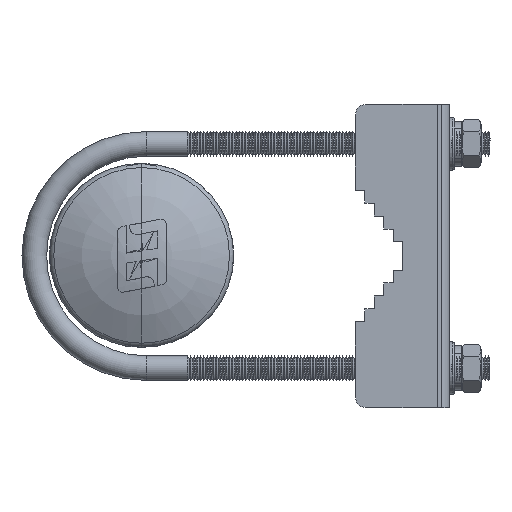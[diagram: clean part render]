
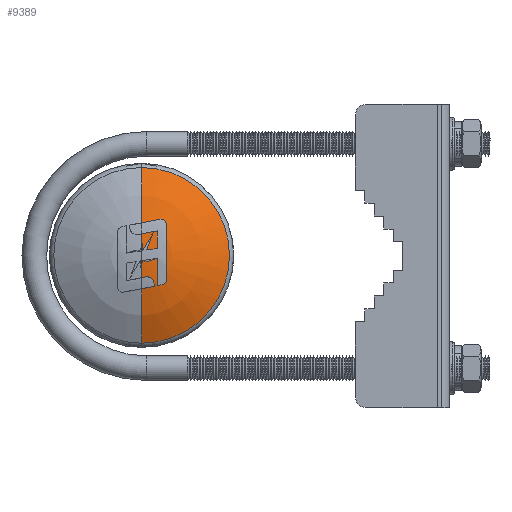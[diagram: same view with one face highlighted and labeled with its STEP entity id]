
A CAD part, left-side view. The second image highlights one B-rep face of the part: STEP entity #9389.
In plain terms, the highlighted toroidal (fillet/blend) face has major radius 0.709 mm and minor radius 57.876 mm.
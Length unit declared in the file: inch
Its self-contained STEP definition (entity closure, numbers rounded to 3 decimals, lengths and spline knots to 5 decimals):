
#652 = AXIS2_PLACEMENT_3D ( 'NONE', #6602, #6601, #6600 ) ;
#6600 = DIRECTION ( 'NONE',  ( 0., 0., 1. ) ) ;
#6601 = DIRECTION ( 'NONE',  ( -1., 0., 0. ) ) ;
#6602 = CARTESIAN_POINT ( 'NONE',  ( -48.60326, 0., 0. ) ) ;
#9389 = ADVANCED_FACE ( 'NONE', ( #42995 ), #43000, .T. ) ;
#9623 = ORIENTED_EDGE ( 'NONE', *, *, #25972, .T. ) ;
#9625 = ORIENTED_EDGE ( 'NONE', *, *, #26049, .T. ) ;
#9637 = ORIENTED_EDGE ( 'NONE', *, *, #26750, .F. ) ;
#13871 = CARTESIAN_POINT ( 'NONE',  ( -50.88167, 0., 0. ) ) ;
#13874 = CARTESIAN_POINT ( 'NONE',  ( -50.59049, 0., -1.08693 ) ) ;
#13878 = CARTESIAN_POINT ( 'NONE',  ( -50.59049, 0., 1.08693 ) ) ;
#22301 = EDGE_LOOP ( 'NONE', ( #9637, #9625, #9623 ) ) ;
#23512 = CARTESIAN_POINT ( 'NONE',  ( -48.60326, 0., 0.02789 ) ) ;
#23513 = DIRECTION ( 'NONE',  ( 0., 1., 0. ) ) ;
#23514 = DIRECTION ( 'NONE',  ( 0., 0., 1. ) ) ;
#24327 = CARTESIAN_POINT ( 'NONE',  ( -50.59049, 0., 0. ) ) ;
#24328 = DIRECTION ( 'NONE',  ( -1., 0., 0. ) ) ;
#24329 = DIRECTION ( 'NONE',  ( 0., 0., 1. ) ) ;
#25972 = EDGE_CURVE ( 'NONE', #43721, #43714, #32758, .T. ) ;
#26049 = EDGE_CURVE ( 'NONE', #43717, #43721, #28518, .T. ) ;
#26750 = EDGE_CURVE ( 'NONE', #43717, #43714, #29009, .T. ) ;
#28518 = CIRCLE ( 'NONE', #41512, 1.08693 ) ;
#29009 = CIRCLE ( 'NONE', #41536, 2.27858 ) ;
#32281 = CARTESIAN_POINT ( 'NONE',  ( -48.60326, 0., -0.02789 ) ) ;
#32282 = DIRECTION ( 'NONE',  ( 0., -1., 0. ) ) ;
#32283 = DIRECTION ( 'NONE',  ( 0., 0., -1. ) ) ;
#32758 = CIRCLE ( 'NONE', #41606, 2.27858 ) ;
#41512 = AXIS2_PLACEMENT_3D ( 'NONE', #24327, #24328, #24329 ) ;
#41536 = AXIS2_PLACEMENT_3D ( 'NONE', #23512, #23513, #23514 ) ;
#41606 = AXIS2_PLACEMENT_3D ( 'NONE', #32281, #32282, #32283 ) ;
#42995 = FACE_OUTER_BOUND ( 'NONE', #22301, .T. ) ;
#43000 = TOROIDAL_SURFACE ( 'NONE', #652, -0.02789, 2.27858 ) ;
#43714 = VERTEX_POINT ( 'NONE', #13871 ) ;
#43717 = VERTEX_POINT ( 'NONE', #13874 ) ;
#43721 = VERTEX_POINT ( 'NONE', #13878 ) ;
